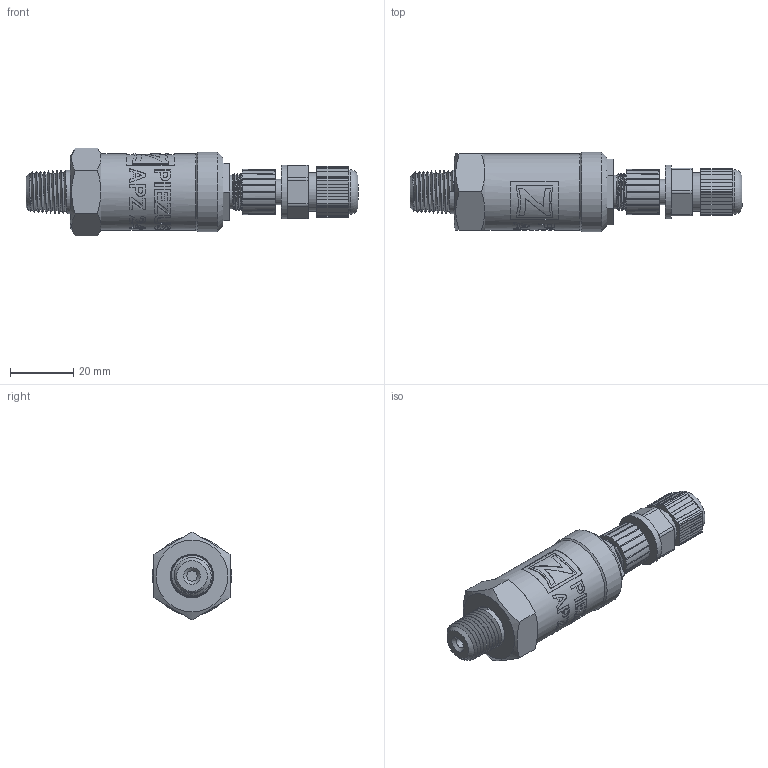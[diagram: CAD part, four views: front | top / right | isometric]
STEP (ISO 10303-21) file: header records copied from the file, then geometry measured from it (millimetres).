
FILE_DESCRIPTION(/* description */ (''),/* implementation_level */ '2;1');
FILE_NAME(/* name */ 'APZ2410_NPT1''4_M12x1.step',/* time_stamp */ '2021-06-11T14:06:52+03:00',/* author */ (''),/* organization */ (''),/* preprocessor_version */ 'ST-DEVELOPER v18.1',/* originating_system */ 'Autodesk Translation Framework v10.9.0.1377',/* authorisation */ '');
FILE_SCHEMA (('AUTOMOTIVE_DESIGN { 1 0 10303 214 3 1 1 }'));
Products named in the file (6): APZ2410_NPT1'4_M12x1; NPT 1/4; Адаптер М12х1; M12x1 assembly v4; M12x1 female straight v9; M12x1 male v16
Assembly tree (5 placements, depth 3):
  APZ2410_NPT1'4_M12x1
    NPT 1/4
    Адаптер М12х1
    M12x1 assembly v4
      M12x1 female straight v9
      M12x1 male v16
Bounding box: 104.67 x 25 x 27.71 mm (x, y, z)
Volume: 29803 mm3; surface area: 15878.5 mm2
Topology: 15 solids, 15 shells, 805 faces, 2284 edges, 1546 vertices
Faces by surface type: bspline 329, plane 258, cylinder 158, cone 55, torus 5
Full cylindrical faces by diameter (mm): 1 x14, 1.5 x6, 3.3 x1, 7.3 x1, 8 x3, 8.2 x1, 10.293 x1, 10.6 x2, 10.741 x6, 11.884 x5, 12 x1, 14 x3, 14.137 x8, 14.526 x14, 15.85 x6, 16.203 x15, 17 x1, 22.15 x4, 22.65 x4, 24 x1, 25 x1
Entity records: 63311 total; most frequent: CARTESIAN_POINT 44333, ORIENTED_EDGE 4568, DIRECTION 2829, EDGE_CURVE 2284, VERTEX_POINT 1546, LINE 1093, VECTOR 1093, AXIS2_PLACEMENT_3D 868
